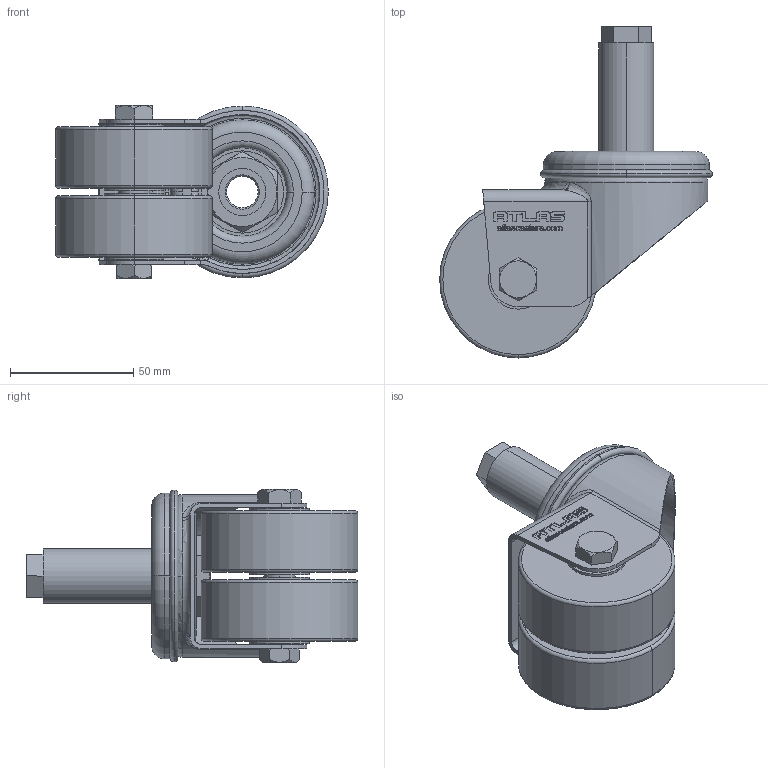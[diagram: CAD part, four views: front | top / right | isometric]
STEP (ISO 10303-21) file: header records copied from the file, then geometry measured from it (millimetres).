
FILE_DESCRIPTION((''),'2;1');
FILE_NAME('LC525-SX-PHN','2015-08-27T',('SYSTEM'),(''),'PRO/ENGINEER BY PARAMETRIC TECHNOLOGY CORPORATION, 2015110','PRO/ENGINEER BY PARAMETRIC TECHNOLOGY CORPORATION, 2015110','');
FILE_SCHEMA(('AUTOMOTIVE_DESIGN { 1 0 10303 214 1 1 1 1 }'));
Length unit declared in the file: inch
Products named in the file (1): LC525-SX-PHN
Bounding box: 110.36 x 134.37 x 70.1 mm (x, y, z)
Volume: 216722.6 mm3; surface area: 75336.2 mm2
Topology: 6 solids, 6 shells, 601 faces, 1571 edges, 1030 vertices
Faces by surface type: plane 416, cylinder 70, extrusion 39, torus 34, cone 32, bspline 10
Entity records: 23566 total; most frequent: CARTESIAN_POINT 4518, ORIENTED_EDGE 3142, DIRECTION 2778, EDGE_CURVE 1571, VECTOR 1206, LINE 1167, VERTEX_POINT 1030, AXIS2_PLACEMENT_3D 786
